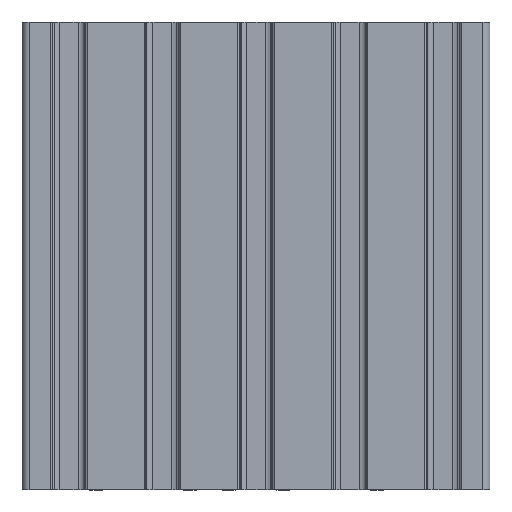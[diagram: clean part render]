
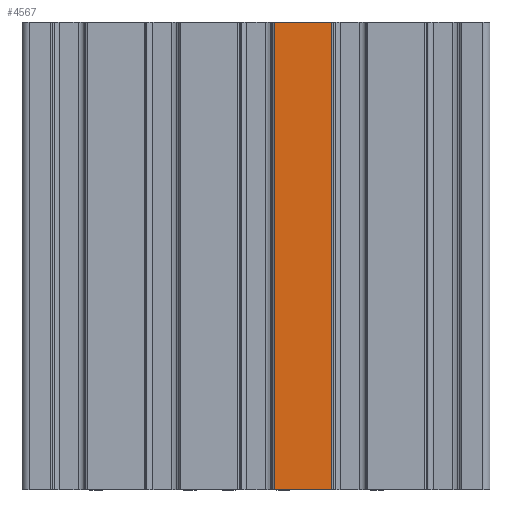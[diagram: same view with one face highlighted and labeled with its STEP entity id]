
A CAD part, front view. The second image highlights one B-rep face of the part: STEP entity #4567.
In plain terms, the highlighted planar face has unit normal (0, -1, 0).
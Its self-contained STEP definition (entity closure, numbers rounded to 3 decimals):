
#75 = CARTESIAN_POINT ( 'NONE',  ( 6324.41, 3038.408, 0. ) ) ;
#171 = EDGE_LOOP ( 'NONE', ( #15838, #2934, #1419, #3382 ) ) ;
#834 = VECTOR ( 'NONE', #5639, 1000. ) ;
#1113 = VECTOR ( 'NONE', #19245, 1000. ) ;
#1419 = ORIENTED_EDGE ( 'NONE', *, *, #4351, .F. ) ;
#1513 = DIRECTION ( 'NONE',  ( 0., 0., 1. ) ) ;
#1576 = VERTEX_POINT ( 'NONE', #18570 ) ;
#2934 = ORIENTED_EDGE ( 'NONE', *, *, #14355, .F. ) ;
#3242 = VERTEX_POINT ( 'NONE', #4482 ) ;
#3382 = ORIENTED_EDGE ( 'NONE', *, *, #15711, .F. ) ;
#3565 = VERTEX_POINT ( 'NONE', #8675 ) ;
#3629 = CARTESIAN_POINT ( 'NONE',  ( 6324.41, 3038.408, 100. ) ) ;
#4351 = EDGE_CURVE ( 'NONE', #3242, #3565, #10989, .T. ) ;
#4482 = CARTESIAN_POINT ( 'NONE',  ( 6352.21, 3038.408, 0. ) ) ;
#4567 = ADVANCED_FACE ( 'NONE', ( #6562 ), #13776, .F. ) ;
#4983 = LINE ( 'NONE', #15059, #834 ) ;
#5211 = VECTOR ( 'NONE', #9465, 1000. ) ;
#5279 = CARTESIAN_POINT ( 'NONE',  ( 6364.41, 3038.408, 0. ) ) ;
#5404 = DIRECTION ( 'NONE',  ( 0., 0., 1. ) ) ;
#5639 = DIRECTION ( 'NONE',  ( 0., 0., -1. ) ) ;
#6562 = FACE_OUTER_BOUND ( 'NONE', #171, .T. ) ;
#6602 = EDGE_CURVE ( 'NONE', #1576, #17126, #4983, .T. ) ;
#8595 = CARTESIAN_POINT ( 'NONE',  ( 6352.21, 3038.408, 100. ) ) ;
#8675 = CARTESIAN_POINT ( 'NONE',  ( 6352.21, 3038.408, 100. ) ) ;
#9336 = CARTESIAN_POINT ( 'NONE',  ( 6352.21, 3038.408, 100. ) ) ;
#9465 = DIRECTION ( 'NONE',  ( -1., 0., 0. ) ) ;
#10483 = VECTOR ( 'NONE', #5404, 1000. ) ;
#10888 = DIRECTION ( 'NONE',  ( 0., 1., 0. ) ) ;
#10989 = LINE ( 'NONE', #8595, #10483 ) ;
#13562 = LINE ( 'NONE', #75, #5211 ) ;
#13776 = PLANE ( 'NONE',  #16611 ) ;
#14116 = LINE ( 'NONE', #3629, #1113 ) ;
#14355 = EDGE_CURVE ( 'NONE', #3565, #1576, #14116, .T. ) ;
#15059 = CARTESIAN_POINT ( 'NONE',  ( 6364.41, 3038.408, 100. ) ) ;
#15711 = EDGE_CURVE ( 'NONE', #17126, #3242, #13562, .T. ) ;
#15838 = ORIENTED_EDGE ( 'NONE', *, *, #6602, .F. ) ;
#16611 = AXIS2_PLACEMENT_3D ( 'NONE', #9336, #10888, #1513 ) ;
#17126 = VERTEX_POINT ( 'NONE', #5279 ) ;
#18570 = CARTESIAN_POINT ( 'NONE',  ( 6364.41, 3038.408, 100. ) ) ;
#19245 = DIRECTION ( 'NONE',  ( 1., 0., 0. ) ) ;
